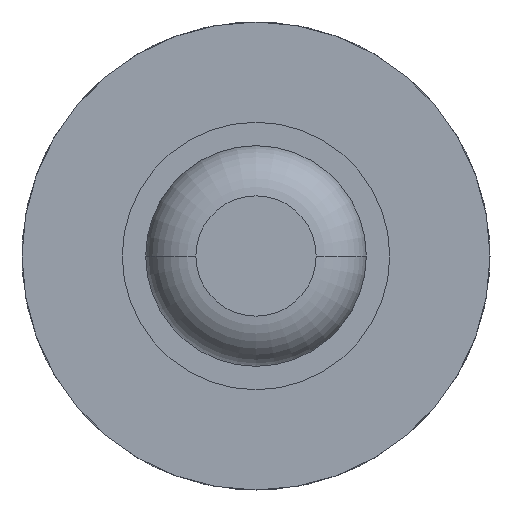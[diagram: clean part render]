
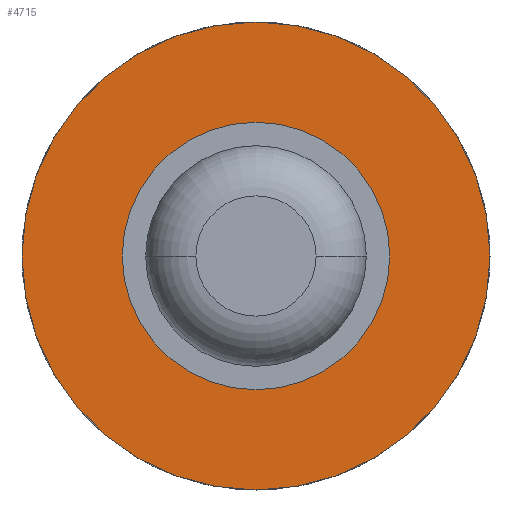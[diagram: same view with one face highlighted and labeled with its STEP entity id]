
A CAD part, front view. The second image highlights one B-rep face of the part: STEP entity #4715.
In plain terms, the highlighted planar face has unit normal (0, -1, 0).
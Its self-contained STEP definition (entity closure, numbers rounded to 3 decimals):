
#53 = CARTESIAN_POINT ( 'NONE',  ( 0., 5.3, 0.5 ) ) ;
#73 = EDGE_CURVE ( 'Defeature ausgef�hrt1_21+Defeature ausgef�hrt1_22+Defeature ausgef�hrt1_22+Defeature ausgef�hrt1_22', #5995, #2259, #1887, .T. ) ;
#100 = DIRECTION ( 'NONE',  ( 0., -1., 0. ) ) ;
#229 = CIRCLE ( 'NONE', #5096, 0.5 ) ;
#383 = CIRCLE ( 'NONE', #1694, 1.75 ) ;
#442 = AXIS2_PLACEMENT_3D ( 'NONE', #3013, #4882, #2026 ) ;
#538 = DIRECTION ( 'NONE',  ( 0., -1., 0. ) ) ;
#582 = FACE_OUTER_BOUND ( 'NONE', #6149, .T. ) ;
#931 = EDGE_LOOP ( 'NONE', ( #5505, #4910 ) ) ;
#1026 = DIRECTION ( 'NONE',  ( 0., 0., -1. ) ) ;
#1432 = VERTEX_POINT ( 'NONE', #53 ) ;
#1470 = CARTESIAN_POINT ( 'NONE',  ( 0., 5.3, -1.75 ) ) ;
#1486 = DIRECTION ( 'NONE',  ( 0., 0., -1. ) ) ;
#1694 = AXIS2_PLACEMENT_3D ( 'NONE', #4036, #2963, #1026 ) ;
#1887 = CIRCLE ( 'NONE', #4824, 1.75 ) ;
#1890 = EDGE_CURVE ( 'Defeature ausgef�hrt1_0+Defeature ausgef�hrt1_21+Defeature ausgef�hrt1_21+Defeature ausgef�hrt1_21', #1432, #5254, #6129, .T. ) ;
#2010 = CARTESIAN_POINT ( 'NONE',  ( 0., 5.3, -0.5 ) ) ;
#2026 = DIRECTION ( 'NONE',  ( 0., 0., -1. ) ) ;
#2167 = ORIENTED_EDGE ( 'NONE', *, *, #73, .T. ) ;
#2245 = CARTESIAN_POINT ( 'NONE',  ( 0., 5.3, 0. ) ) ;
#2259 = VERTEX_POINT ( 'NONE', #1470 ) ;
#2880 = EDGE_CURVE ( 'Defeature ausgef�hrt1_0+Defeature ausgef�hrt1_21+Defeature ausgef�hrt1_21+Defeature ausgef�hrt1_21', #5254, #1432, #229, .T. ) ;
#2963 = DIRECTION ( 'NONE',  ( 0., -1., 0. ) ) ;
#3013 = CARTESIAN_POINT ( 'NONE',  ( 1.75, 5.3, 0. ) ) ;
#3039 = AXIS2_PLACEMENT_3D ( 'NONE', #3879, #538, #1486 ) ;
#3568 = CARTESIAN_POINT ( 'NONE',  ( 0., 5.3, 1.75 ) ) ;
#3821 = FACE_BOUND ( 'NONE', #931, .T. ) ;
#3879 = CARTESIAN_POINT ( 'NONE',  ( 0., 5.3, 0. ) ) ;
#4036 = CARTESIAN_POINT ( 'NONE',  ( 0., 5.3, 0. ) ) ;
#4240 = DIRECTION ( 'NONE',  ( 0., -1., 0. ) ) ;
#4449 = CARTESIAN_POINT ( 'NONE',  ( 0., 5.3, 0. ) ) ;
#4715 = ADVANCED_FACE ( 'Defeature ausgef�hrt1_21', ( #582, #3821 ), #5353, .T. ) ;
#4773 = ORIENTED_EDGE ( 'NONE', *, *, #4811, .T. ) ;
#4811 = EDGE_CURVE ( 'Defeature ausgef�hrt1_21+Defeature ausgef�hrt1_22+Defeature ausgef�hrt1_22+Defeature ausgef�hrt1_22', #2259, #5995, #383, .T. ) ;
#4824 = AXIS2_PLACEMENT_3D ( 'NONE', #4449, #100, #5333 ) ;
#4882 = DIRECTION ( 'NONE',  ( 0., -1., 0. ) ) ;
#4910 = ORIENTED_EDGE ( 'NONE', *, *, #1890, .F. ) ;
#5096 = AXIS2_PLACEMENT_3D ( 'NONE', #2245, #4240, #6073 ) ;
#5254 = VERTEX_POINT ( 'NONE', #2010 ) ;
#5333 = DIRECTION ( 'NONE',  ( 0., 0., -1. ) ) ;
#5353 = PLANE ( 'NONE',  #442 ) ;
#5505 = ORIENTED_EDGE ( 'NONE', *, *, #2880, .F. ) ;
#5995 = VERTEX_POINT ( 'NONE', #3568 ) ;
#6073 = DIRECTION ( 'NONE',  ( 0., 0., -1. ) ) ;
#6129 = CIRCLE ( 'NONE', #3039, 0.5 ) ;
#6149 = EDGE_LOOP ( 'NONE', ( #4773, #2167 ) ) ;
